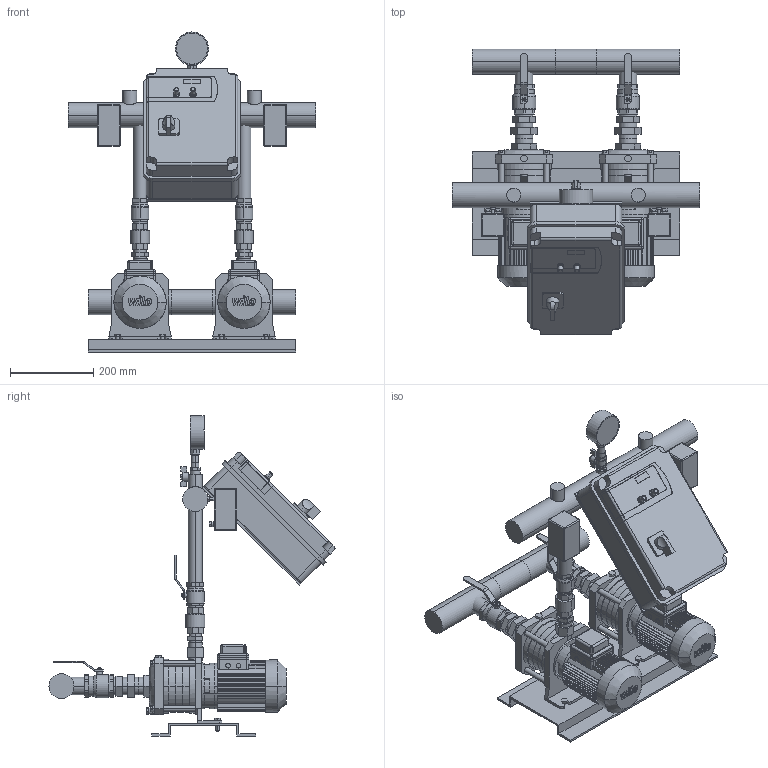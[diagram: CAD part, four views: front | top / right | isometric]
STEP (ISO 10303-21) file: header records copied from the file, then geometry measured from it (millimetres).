
FILE_DESCRIPTION((''),'2;1');
FILE_NAME('3d_COE-2MHIL503-DM_BC-4164941.stp','2013-06-13T12:46:08',(''),(''),'Mechanical Desktop 2009','Mechanical Desktop 2009',', , ');
FILE_SCHEMA(('CONFIG_CONTROL_DESIGN'));
Length unit declared in the file: millimetre
Products named in the file (1): Product
Bounding box: 595 x 688.26 x 770 mm (x, y, z)
Volume: 24953542 mm3; surface area: 2207440.3 mm2
Topology: 66 solids, 66 shells, 1914 faces, 4840 edges, 3135 vertices
Faces by surface type: plane 1039, cylinder 528, bspline 261, cone 38, sphere 28, torus 20
Full cylindrical faces by diameter (mm): 80 x1
Entity records: 59547 total; most frequent: CARTESIAN_POINT 13513, ORIENTED_EDGE 9650, DIRECTION 9345, EDGE_CURVE 4825, VECTOR 3141, LINE 3141, VERTEX_POINT 3135, AXIS2_PLACEMENT_3D 3102
